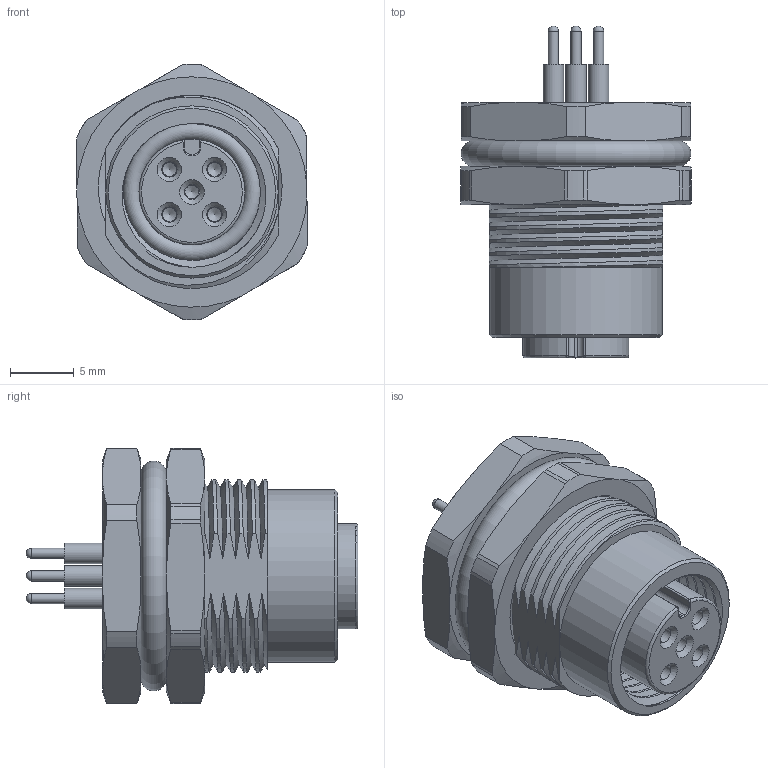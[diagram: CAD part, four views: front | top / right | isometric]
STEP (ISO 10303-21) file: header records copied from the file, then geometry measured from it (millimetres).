
FILE_DESCRIPTION(/* description */ ('Unknown'),/* implementation_level */ '2;1');
FILE_NAME(/* name */ '643260100605',/* time_stamp */ '2024-07-09T15:33:37+02:00',/* author */ ('Unknown'),/* organization */ ('Unknown'),/* preprocessor_version */ 'ST-DEVELOPER v19.4',/* originating_system */ 'Solid Edge',/* authorisation */ 'Unknown');
FILE_SCHEMA (('AUTOMOTIVE_DESIGN {1 0 10303 214 3 1 1}'));
Length unit declared in the file: millimetre
Products named in the file (8): 6432601004xx; 6432601004xx_Shell; 643260100405; 643xx01004xx_Panel O-Ring; 643xx01004xx_Panel Nut; 643xx01004xx_Mating O-Ring; 6432201004xx_Pin; 6432601004xx_Glue
Assembly tree (11 placements, depth 2):
  6432601004xx
    6432601004xx_Shell
    643260100405
    643xx01004xx_Panel O-Ring
    643xx01004xx_Panel Nut
    643xx01004xx_Mating O-Ring
    6432201004xx_Pin  x5
    6432601004xx_Glue
Bounding box: 18.07 x 26 x 20 mm (x, y, z)
Volume: 3451.1 mm3; surface area: 5879.7 mm2
Topology: 11 solids, 11 shells, 486 faces, 1182 edges, 769 vertices
Faces by surface type: plane 183, cylinder 159, cone 55, bspline 45, torus 39, sphere 5
Full cylindrical faces by diameter (mm): 0.8 x5, 1.1 x5, 1.2 x5, 1.3 x5, 1.6 x15, 1.7 x25, 1.8 x20, 1.9 x10, 8.3 x1, 8.74 x2, 9.14 x1, 9.25 x1, 10.58 x1, 10.72 x8, 11 x2, 11.1 x1, 13.5 x2
Entity records: 27594 total; most frequent: CARTESIAN_POINT 20881, ORIENTED_EDGE 1370, DIRECTION 1216, EDGE_CURVE 685, AXIS2_PLACEMENT_3D 494, VERTEX_POINT 485, FACE_BOUND 412, EDGE_LOOP 409
